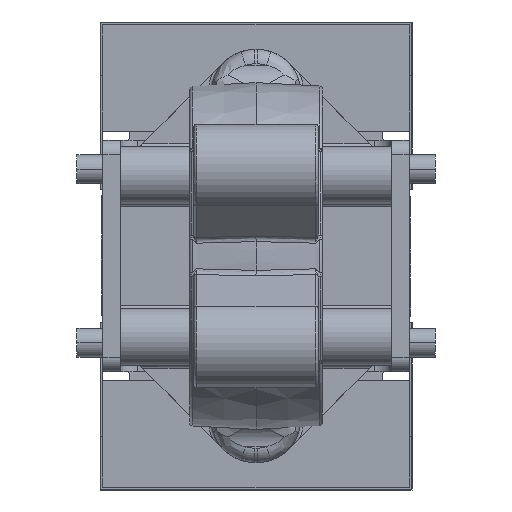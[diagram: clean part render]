
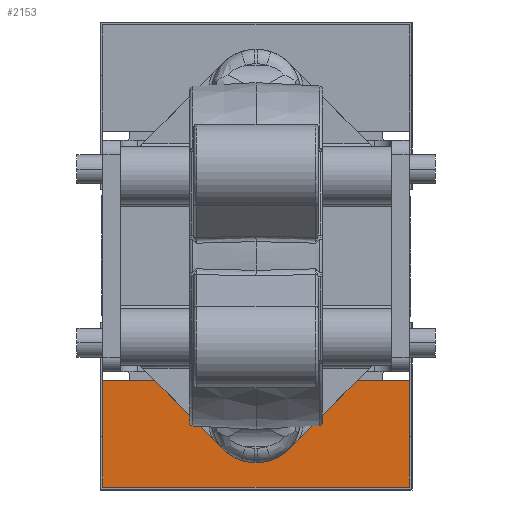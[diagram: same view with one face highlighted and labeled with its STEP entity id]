
A CAD part, front view. The second image highlights one B-rep face of the part: STEP entity #2153.
In plain terms, the highlighted planar face has unit normal (0, -1, 0).
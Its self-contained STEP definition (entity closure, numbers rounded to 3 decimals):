
#2049 = EDGE_CURVE ( 'NONE', #2068, #2121, #16567, .T. ) ;
#2053 = VERTEX_POINT ( 'NONE', #16615 ) ;
#2056 = EDGE_CURVE ( 'NONE', #2057, #2053, #16613, .T. ) ;
#2057 = VERTEX_POINT ( 'NONE', #16609 ) ;
#2068 = VERTEX_POINT ( 'NONE', #16649 ) ;
#2121 = VERTEX_POINT ( 'NONE', #16800 ) ;
#2124 = ORIENTED_EDGE ( 'NONE', *, *, #2125, .F. ) ;
#2125 = EDGE_CURVE ( 'NONE', #2057, #2121, #16799, .T. ) ;
#2126 = ORIENTED_EDGE ( 'NONE', *, *, #2056, .T. ) ;
#2153 = ADVANCED_FACE ( 'NONE', ( #16809 ), #16808, .F. ) ;
#2154 = EDGE_LOOP ( 'NONE', ( #2155, #2157, #2124, #2126 ) ) ;
#2155 = ORIENTED_EDGE ( 'NONE', *, *, #2156, .F. ) ;
#2156 = EDGE_CURVE ( 'NONE', #2068, #2053, #16866, .T. ) ;
#2157 = ORIENTED_EDGE ( 'NONE', *, *, #2049, .T. ) ;
#16564 = DIRECTION ( 'NONE',  ( 0., 0., 1. ) ) ;
#16565 = VECTOR ( 'NONE', #16564, 1000. ) ;
#16566 = CARTESIAN_POINT ( 'NONE',  ( 53., 280., -23. ) ) ;
#16567 = LINE ( 'NONE', #16566, #16565 ) ;
#16609 = CARTESIAN_POINT ( 'NONE',  ( -53., 280., -43. ) ) ;
#16610 = DIRECTION ( 'NONE',  ( 0., 0., -1. ) ) ;
#16611 = VECTOR ( 'NONE', #16610, 1000. ) ;
#16612 = CARTESIAN_POINT ( 'NONE',  ( -53., 280., -23. ) ) ;
#16613 = LINE ( 'NONE', #16612, #16611 ) ;
#16615 = CARTESIAN_POINT ( 'NONE',  ( -53., 280., -80. ) ) ;
#16649 = CARTESIAN_POINT ( 'NONE',  ( 53., 280., -80. ) ) ;
#16796 = DIRECTION ( 'NONE',  ( 1., 0., 0. ) ) ;
#16797 = VECTOR ( 'NONE', #16796, 1000. ) ;
#16798 = CARTESIAN_POINT ( 'NONE',  ( -54., 280., -43. ) ) ;
#16799 = LINE ( 'NONE', #16798, #16797 ) ;
#16800 = CARTESIAN_POINT ( 'NONE',  ( 53., 280., -43. ) ) ;
#16806 = CARTESIAN_POINT ( 'NONE',  ( -54., 280., -81. ) ) ;
#16807 = AXIS2_PLACEMENT_3D ( 'NONE', #16806, #16868, #16867 ) ;
#16808 = PLANE ( 'NONE',  #16807 ) ;
#16809 = FACE_OUTER_BOUND ( 'NONE', #2154, .T. ) ;
#16863 = DIRECTION ( 'NONE',  ( -1., 0., 0. ) ) ;
#16864 = VECTOR ( 'NONE', #16863, 1000. ) ;
#16865 = CARTESIAN_POINT ( 'NONE',  ( -54., 280., -80. ) ) ;
#16866 = LINE ( 'NONE', #16865, #16864 ) ;
#16867 = DIRECTION ( 'NONE',  ( 0., 0., 1. ) ) ;
#16868 = DIRECTION ( 'NONE',  ( 0., 1., 0. ) ) ;
